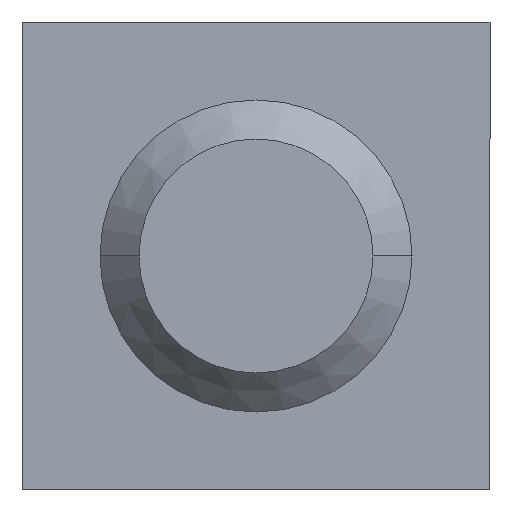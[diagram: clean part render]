
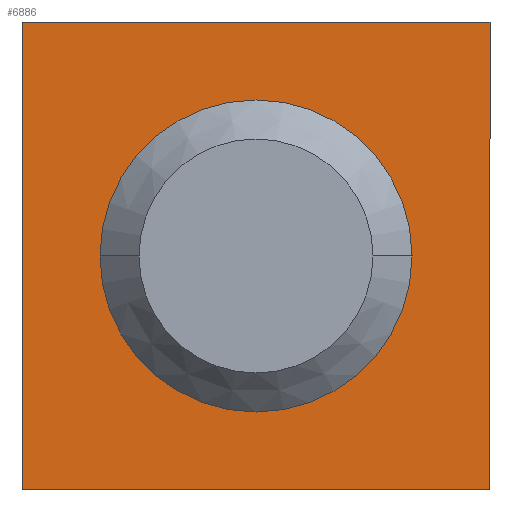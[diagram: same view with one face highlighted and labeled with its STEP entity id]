
A CAD part, front view. The second image highlights one B-rep face of the part: STEP entity #6886.
In plain terms, the highlighted planar face has unit normal (0, -1, 0).
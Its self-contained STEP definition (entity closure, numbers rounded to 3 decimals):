
#18 = VERTEX_POINT ( 'NONE', #2774 ) ;
#280 = VERTEX_POINT ( 'NONE', #10686 ) ;
#384 = EDGE_CURVE ( 'NONE', #5508, #280, #404, .T. ) ;
#404 = LINE ( 'NONE', #7234, #4195 ) ;
#784 = VECTOR ( 'NONE', #7340, 1000. ) ;
#1205 = DIRECTION ( 'NONE',  ( -1., 0., 0. ) ) ;
#1440 = CARTESIAN_POINT ( 'NONE',  ( -6., 0., 6. ) ) ;
#1458 = ORIENTED_EDGE ( 'NONE', *, *, #9680, .T. ) ;
#1584 = LINE ( 'NONE', #3324, #784 ) ;
#1621 = DIRECTION ( 'NONE',  ( 0., 1., 0. ) ) ;
#1677 = CARTESIAN_POINT ( 'NONE',  ( 6., 0., 6. ) ) ;
#1823 = CARTESIAN_POINT ( 'NONE',  ( -6., 0., 6. ) ) ;
#2131 = AXIS2_PLACEMENT_3D ( 'NONE', #12581, #2453, #4638 ) ;
#2174 = EDGE_CURVE ( 'NONE', #6255, #12852, #3008, .T. ) ;
#2205 = VERTEX_POINT ( 'NONE', #7852 ) ;
#2453 = DIRECTION ( 'NONE',  ( 0., 1., 0. ) ) ;
#2482 = EDGE_CURVE ( 'NONE', #12852, #5508, #1584, .T. ) ;
#2774 = CARTESIAN_POINT ( 'NONE',  ( -3., 0., 0. ) ) ;
#3008 = LINE ( 'NONE', #1823, #3793 ) ;
#3324 = CARTESIAN_POINT ( 'NONE',  ( 6., 0., -6. ) ) ;
#3379 = DIRECTION ( 'NONE',  ( 0., 0., 1. ) ) ;
#3638 = CIRCLE ( 'NONE', #2131, 3. ) ;
#3793 = VECTOR ( 'NONE', #8880, 1000. ) ;
#4076 = CARTESIAN_POINT ( 'NONE',  ( 6., 0., -6. ) ) ;
#4195 = VECTOR ( 'NONE', #1205, 1000. ) ;
#4304 = VECTOR ( 'NONE', #3379, 1000. ) ;
#4638 = DIRECTION ( 'NONE',  ( -1., 0., 0. ) ) ;
#5093 = LINE ( 'NONE', #5414, #4304 ) ;
#5414 = CARTESIAN_POINT ( 'NONE',  ( -6., 0., -6. ) ) ;
#5508 = VERTEX_POINT ( 'NONE', #4076 ) ;
#5556 = DIRECTION ( 'NONE',  ( -1., 0., 0. ) ) ;
#6020 = EDGE_LOOP ( 'NONE', ( #11088, #12961, #7697, #11895 ) ) ;
#6255 = VERTEX_POINT ( 'NONE', #1440 ) ;
#6455 = DIRECTION ( 'NONE',  ( -1., 0., 0. ) ) ;
#6610 = EDGE_CURVE ( 'NONE', #280, #6255, #5093, .T. ) ;
#6886 = ADVANCED_FACE ( 'NONE', ( #11837, #11222 ), #10585, .F. ) ;
#7234 = CARTESIAN_POINT ( 'NONE',  ( -6., 0., -6. ) ) ;
#7340 = DIRECTION ( 'NONE',  ( 0., 0., -1. ) ) ;
#7527 = ORIENTED_EDGE ( 'NONE', *, *, #12549, .T. ) ;
#7691 = AXIS2_PLACEMENT_3D ( 'NONE', #10543, #1621, #6455 ) ;
#7697 = ORIENTED_EDGE ( 'NONE', *, *, #6610, .F. ) ;
#7779 = CIRCLE ( 'NONE', #7691, 3. ) ;
#7852 = CARTESIAN_POINT ( 'NONE',  ( 3., 0., 0. ) ) ;
#8880 = DIRECTION ( 'NONE',  ( 1., 0., 0. ) ) ;
#9392 = AXIS2_PLACEMENT_3D ( 'NONE', #10624, #12686, #5556 ) ;
#9680 = EDGE_CURVE ( 'NONE', #2205, #18, #3638, .T. ) ;
#10410 = EDGE_LOOP ( 'NONE', ( #7527, #1458 ) ) ;
#10543 = CARTESIAN_POINT ( 'NONE',  ( 0., 0., 0. ) ) ;
#10585 = PLANE ( 'NONE',  #9392 ) ;
#10624 = CARTESIAN_POINT ( 'NONE',  ( 0., 0., 0. ) ) ;
#10686 = CARTESIAN_POINT ( 'NONE',  ( -6., 0., -6. ) ) ;
#11088 = ORIENTED_EDGE ( 'NONE', *, *, #2482, .F. ) ;
#11222 = FACE_OUTER_BOUND ( 'NONE', #6020, .T. ) ;
#11837 = FACE_BOUND ( 'NONE', #10410, .T. ) ;
#11895 = ORIENTED_EDGE ( 'NONE', *, *, #384, .F. ) ;
#12549 = EDGE_CURVE ( 'NONE', #18, #2205, #7779, .T. ) ;
#12581 = CARTESIAN_POINT ( 'NONE',  ( 0., 0., 0. ) ) ;
#12686 = DIRECTION ( 'NONE',  ( 0., 1., 0. ) ) ;
#12852 = VERTEX_POINT ( 'NONE', #1677 ) ;
#12961 = ORIENTED_EDGE ( 'NONE', *, *, #2174, .F. ) ;
